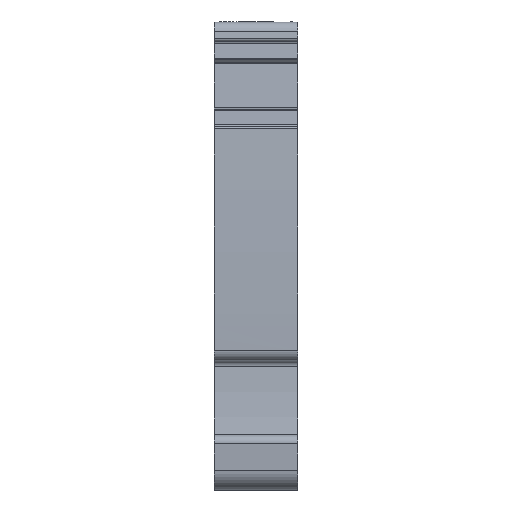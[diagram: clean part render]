
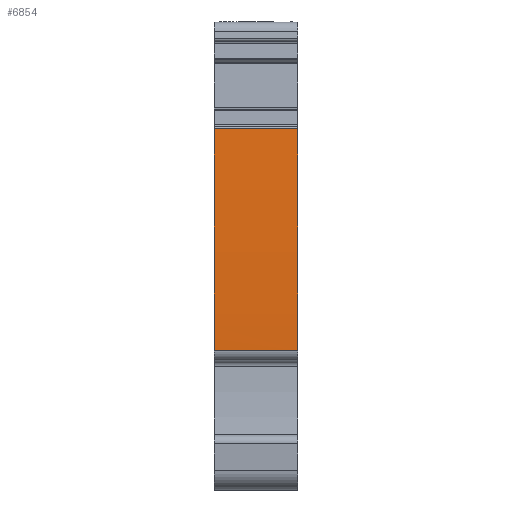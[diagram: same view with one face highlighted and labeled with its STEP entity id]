
A CAD part, front view. The second image highlights one B-rep face of the part: STEP entity #6854.
In plain terms, the highlighted cylindrical face has radius 250 mm (diameter 500 mm), a partial arc.
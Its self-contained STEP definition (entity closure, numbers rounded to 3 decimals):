
#1823=AXIS2_PLACEMENT_3D('Circle Axis2P3D',#1821,#1822,$) ;
#1830=AXIS2_PLACEMENT_3D('Circle Axis2P3D',#1828,#1829,$) ;
#5912=AXIS2_PLACEMENT_3D('Cylinder Axis2P3D',#5909,#5910,#5911) ;
#6835=AXIS2_PLACEMENT_3D('Circle Axis2P3D',#6833,#6834,$) ;
#6842=AXIS2_PLACEMENT_3D('Circle Axis2P3D',#6840,#6841,$) ;
#1818=CARTESIAN_POINT('Vertex',(0.,1.529,13.45)) ;
#1821=CARTESIAN_POINT('Axis2P3D Location',(0.,251.503,17.05)) ;
#1825=CARTESIAN_POINT('Vertex',(0.,1.503,16.95)) ;
#1828=CARTESIAN_POINT('Axis2P3D Location',(0.,251.503,17.05)) ;
#1832=CARTESIAN_POINT('Vertex',(0.,2.138,34.861)) ;
#5909=CARTESIAN_POINT('Axis2P3D Location',(4.05,251.503,17.05)) ;
#6798=CARTESIAN_POINT('Line Origine',(4.05,2.138,34.861)) ;
#6802=CARTESIAN_POINT('Vertex',(8.1,2.138,34.861)) ;
#6819=CARTESIAN_POINT('Line Origine',(4.05,1.529,13.45)) ;
#6823=CARTESIAN_POINT('Vertex',(8.05,1.529,13.45)) ;
#6826=CARTESIAN_POINT('Line Origine',(4.05,1.529,13.45)) ;
#6830=CARTESIAN_POINT('Vertex',(8.1,1.529,13.45)) ;
#6833=CARTESIAN_POINT('Axis2P3D Location',(8.1,251.503,17.05)) ;
#6837=CARTESIAN_POINT('Vertex',(8.1,1.503,16.95)) ;
#6840=CARTESIAN_POINT('Axis2P3D Location',(8.1,251.503,17.05)) ;
#1822=DIRECTION('Axis2P3D Direction',(1.,0.,0.)) ;
#1829=DIRECTION('Axis2P3D Direction',(1.,0.,0.)) ;
#5910=DIRECTION('Axis2P3D Direction',(1.,0.,0.)) ;
#5911=DIRECTION('Axis2P3D XDirection',(0.,-0.994,0.109)) ;
#6799=DIRECTION('Vector Direction',(1.,0.,0.)) ;
#6820=DIRECTION('Vector Direction',(1.,0.,0.)) ;
#6827=DIRECTION('Vector Direction',(1.,0.,0.)) ;
#6834=DIRECTION('Axis2P3D Direction',(1.,0.,0.)) ;
#6841=DIRECTION('Axis2P3D Direction',(1.,0.,0.)) ;
#6800=VECTOR('Line Direction',#6799,1.) ;
#6821=VECTOR('Line Direction',#6820,1.) ;
#6828=VECTOR('Line Direction',#6827,1.) ;
#6846=ORIENTED_EDGE('',*,*,#6804,.T.) ;
#6847=ORIENTED_EDGE('',*,*,#1834,.T.) ;
#6848=ORIENTED_EDGE('',*,*,#1827,.T.) ;
#6849=ORIENTED_EDGE('',*,*,#6825,.F.) ;
#6850=ORIENTED_EDGE('',*,*,#6832,.F.) ;
#6851=ORIENTED_EDGE('',*,*,#6839,.F.) ;
#6852=ORIENTED_EDGE('',*,*,#6844,.F.) ;
#6854=ADVANCED_FACE('MLD_1',(#6853),#5913,.T.) ;
#1824=CIRCLE('generated circle',#1823,250.) ;
#1831=CIRCLE('generated circle',#1830,250.) ;
#6836=CIRCLE('generated circle',#6835,250.) ;
#6843=CIRCLE('generated circle',#6842,250.) ;
#5913=CYLINDRICAL_SURFACE('generated cylinder',#5912,250.) ;
#1827=EDGE_CURVE('',#1826,#1819,#1824,.T.) ;
#1834=EDGE_CURVE('',#1833,#1826,#1831,.T.) ;
#6804=EDGE_CURVE('',#6803,#1833,#6801,.F.) ;
#6825=EDGE_CURVE('',#6824,#1819,#6822,.F.) ;
#6832=EDGE_CURVE('',#6831,#6824,#6829,.F.) ;
#6839=EDGE_CURVE('',#6838,#6831,#6836,.T.) ;
#6844=EDGE_CURVE('',#6803,#6838,#6843,.T.) ;
#6845=EDGE_LOOP('',(#6846,#6847,#6848,#6849,#6850,#6851,#6852)) ;
#6853=FACE_OUTER_BOUND('',#6845,.T.) ;
#6801=LINE('Line',#6798,#6800) ;
#6822=LINE('Line',#6819,#6821) ;
#6829=LINE('Line',#6826,#6828) ;
#1819=VERTEX_POINT('',#1818) ;
#1826=VERTEX_POINT('',#1825) ;
#1833=VERTEX_POINT('',#1832) ;
#6803=VERTEX_POINT('',#6802) ;
#6824=VERTEX_POINT('',#6823) ;
#6831=VERTEX_POINT('',#6830) ;
#6838=VERTEX_POINT('',#6837) ;
